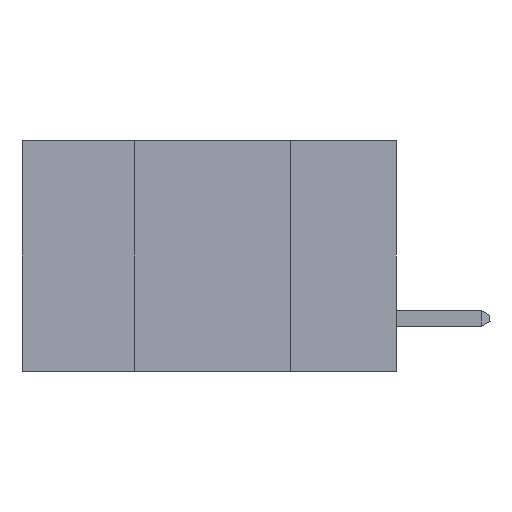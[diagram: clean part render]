
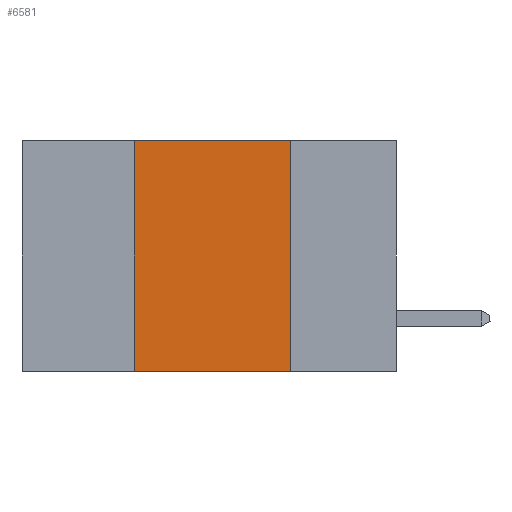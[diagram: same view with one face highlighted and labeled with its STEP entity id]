
A CAD part, left-side view. The second image highlights one B-rep face of the part: STEP entity #6581.
In plain terms, the highlighted planar face has unit normal (-1, 0, 0).
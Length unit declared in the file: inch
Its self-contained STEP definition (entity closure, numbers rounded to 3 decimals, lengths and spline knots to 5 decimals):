
#134 = ORIENTED_EDGE ( 'NONE', *, *, #12113, .F. ) ;
#201 = CARTESIAN_POINT ( 'NONE',  ( 0., 0.42, -0.37 ) ) ;
#434 = LINE ( 'NONE', #2845, #1528 ) ;
#958 = LINE ( 'NONE', #11935, #4691 ) ;
#987 = CARTESIAN_POINT ( 'NONE',  ( 0., 0.42, 0. ) ) ;
#1155 = ORIENTED_EDGE ( 'NONE', *, *, #6157, .F. ) ;
#1166 = VERTEX_POINT ( 'NONE', #201 ) ;
#1471 = LINE ( 'NONE', #12261, #7421 ) ;
#1522 = CARTESIAN_POINT ( 'NONE',  ( 0., 0.42, 0. ) ) ;
#1528 = VECTOR ( 'NONE', #11927, 39.37008 ) ;
#1610 = DIRECTION ( 'NONE',  ( 0., 0., 1. ) ) ;
#1776 = EDGE_CURVE ( 'NONE', #9061, #2271, #958, .T. ) ;
#1990 = CARTESIAN_POINT ( 'NONE',  ( 0., 0.17, 0. ) ) ;
#2161 = DIRECTION ( 'NONE',  ( 0., 0., -1. ) ) ;
#2209 = DIRECTION ( 'NONE',  ( 1., 0., 0. ) ) ;
#2271 = VERTEX_POINT ( 'NONE', #3281 ) ;
#2845 = CARTESIAN_POINT ( 'NONE',  ( 0., 0.6, -0.37 ) ) ;
#3281 = CARTESIAN_POINT ( 'NONE',  ( 0., 0.17, -0.37 ) ) ;
#3674 = AXIS2_PLACEMENT_3D ( 'NONE', #11155, #2209, #2161 ) ;
#4691 = VECTOR ( 'NONE', #12060, 39.37008 ) ;
#5404 = VECTOR ( 'NONE', #1610, 39.37008 ) ;
#5712 = EDGE_CURVE ( 'NONE', #1166, #2271, #434, .T. ) ;
#6157 = EDGE_CURVE ( 'NONE', #1166, #12546, #8536, .T. ) ;
#6581 = ADVANCED_FACE ( 'NONE', ( #9749 ), #11199, .F. ) ;
#7421 = VECTOR ( 'NONE', #12219, 39.37008 ) ;
#7820 = EDGE_LOOP ( 'NONE', ( #12078, #134, #1155, #10848 ) ) ;
#8536 = LINE ( 'NONE', #1522, #5404 ) ;
#9061 = VERTEX_POINT ( 'NONE', #1990 ) ;
#9749 = FACE_OUTER_BOUND ( 'NONE', #7820, .T. ) ;
#10848 = ORIENTED_EDGE ( 'NONE', *, *, #5712, .T. ) ;
#11155 = CARTESIAN_POINT ( 'NONE',  ( 0., 0.6, 0. ) ) ;
#11199 = PLANE ( 'NONE',  #3674 ) ;
#11927 = DIRECTION ( 'NONE',  ( 0., -1., 0. ) ) ;
#11935 = CARTESIAN_POINT ( 'NONE',  ( 0., 0.17, 0. ) ) ;
#12060 = DIRECTION ( 'NONE',  ( 0., 0., -1. ) ) ;
#12078 = ORIENTED_EDGE ( 'NONE', *, *, #1776, .F. ) ;
#12113 = EDGE_CURVE ( 'NONE', #12546, #9061, #1471, .T. ) ;
#12219 = DIRECTION ( 'NONE',  ( 0., -1., 0. ) ) ;
#12261 = CARTESIAN_POINT ( 'NONE',  ( 0., 0.6, 0. ) ) ;
#12546 = VERTEX_POINT ( 'NONE', #987 ) ;
